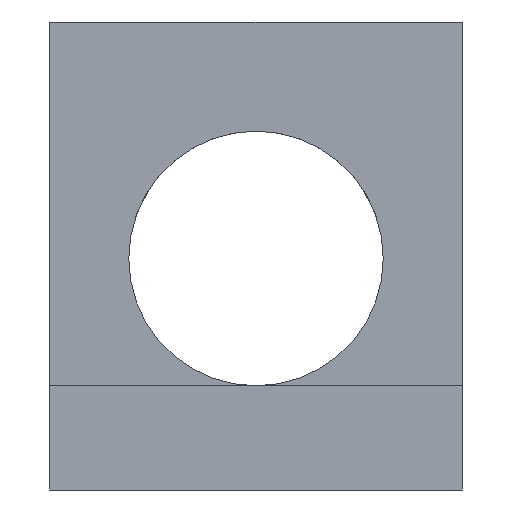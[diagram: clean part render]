
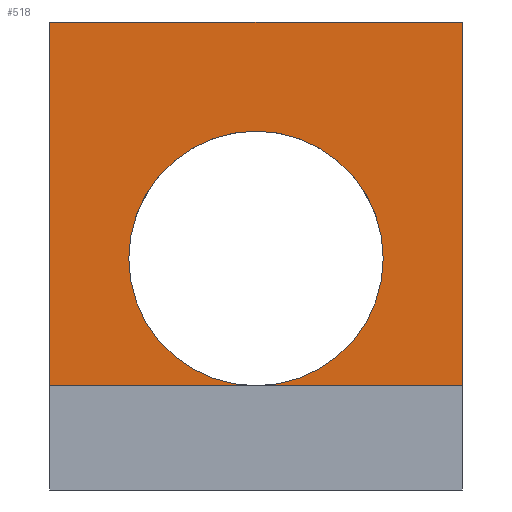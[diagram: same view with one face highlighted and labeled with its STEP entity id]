
A CAD part, front view. The second image highlights one B-rep face of the part: STEP entity #518.
In plain terms, the highlighted planar face has unit normal (0, -1, 0).
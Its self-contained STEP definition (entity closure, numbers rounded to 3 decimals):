
#172=CARTESIAN_POINT('',(-7.75,16.8,14.1));
#173=VERTEX_POINT('',#172);
#240=CARTESIAN_POINT('',(7.75,16.8,14.1));
#241=VERTEX_POINT('',#240);
#248=CARTESIAN_POINT('',(0.,16.8,14.1));
#249=DIRECTION('',(0.0,1.0,0.0));
#250=DIRECTION('',(-1.0,0.0,0.0));
#251=AXIS2_PLACEMENT_3D('',#248,#249,#250);
#252=CIRCLE('',#251,7.75);
#253=EDGE_CURVE('',#173,#241,#252,.T.);
#272=CARTESIAN_POINT('',(0.,16.8,6.35));
#273=VERTEX_POINT('',#272);
#274=CARTESIAN_POINT('',(0.,16.8,14.1));
#275=DIRECTION('',(0.0,1.0,0.0));
#276=DIRECTION('',(-1.0,0.0,0.0));
#277=AXIS2_PLACEMENT_3D('',#274,#275,#276);
#278=CIRCLE('',#277,7.75);
#279=EDGE_CURVE('',#273,#173,#278,.T.);
#281=CARTESIAN_POINT('',(0.,16.8,14.1));
#282=DIRECTION('',(0.0,1.0,0.0));
#283=DIRECTION('',(-1.0,0.0,0.0));
#284=AXIS2_PLACEMENT_3D('',#281,#282,#283);
#285=CIRCLE('',#284,7.75);
#286=EDGE_CURVE('',#241,#273,#285,.T.);
#470=CARTESIAN_POINT('',(12.575,16.8,6.35));
#471=DIRECTION('',(0.0,-1.0,0.0));
#472=DIRECTION('',(0.0,0.0,-1.0));
#473=AXIS2_PLACEMENT_3D('',#470,#471,#472);
#474=PLANE('',#473);
#475=CARTESIAN_POINT('',(12.575,16.8,28.5));
#476=VERTEX_POINT('',#475);
#477=CARTESIAN_POINT('',(-12.575,16.8,28.5));
#478=VERTEX_POINT('',#477);
#479=CARTESIAN_POINT('',(12.575,16.8,28.5));
#480=DIRECTION('',(-1.0,0.0,0.0));
#481=VECTOR('',#480,25.15);
#482=LINE('',#479,#481);
#483=EDGE_CURVE('',#476,#478,#482,.T.);
#484=ORIENTED_EDGE('',*,*,#483,.T.);
#485=CARTESIAN_POINT('',(-12.575,16.8,6.35));
#486=VERTEX_POINT('',#485);
#487=CARTESIAN_POINT('',(-12.575,16.8,6.35));
#488=DIRECTION('',(0.0,0.0,1.0));
#489=VECTOR('',#488,22.15);
#490=LINE('',#487,#489);
#491=EDGE_CURVE('',#486,#478,#490,.T.);
#492=ORIENTED_EDGE('',*,*,#491,.F.);
#493=CARTESIAN_POINT('',(0.,16.8,6.35));
#494=DIRECTION('',(-1.0,0.0,0.0));
#495=VECTOR('',#494,12.575);
#496=LINE('',#493,#495);
#497=EDGE_CURVE('',#273,#486,#496,.T.);
#498=ORIENTED_EDGE('',*,*,#497,.F.);
#499=ORIENTED_EDGE('',*,*,#279,.T.);
#500=ORIENTED_EDGE('',*,*,#253,.T.);
#501=ORIENTED_EDGE('',*,*,#286,.T.);
#502=CARTESIAN_POINT('',(12.575,16.8,6.35));
#503=VERTEX_POINT('',#502);
#504=CARTESIAN_POINT('',(12.575,16.8,6.35));
#505=DIRECTION('',(-1.0,0.0,0.0));
#506=VECTOR('',#505,12.575);
#507=LINE('',#504,#506);
#508=EDGE_CURVE('',#503,#273,#507,.T.);
#509=ORIENTED_EDGE('',*,*,#508,.F.);
#510=CARTESIAN_POINT('',(12.575,16.8,6.35));
#511=DIRECTION('',(0.0,0.0,1.0));
#512=VECTOR('',#511,22.15);
#513=LINE('',#510,#512);
#514=EDGE_CURVE('',#503,#476,#513,.T.);
#515=ORIENTED_EDGE('',*,*,#514,.T.);
#516=EDGE_LOOP('',(#484,#492,#498,#499,#500,#501,#509,#515));
#517=FACE_OUTER_BOUND('',#516,.T.);
#518=ADVANCED_FACE('',(#517),#474,.T.);
